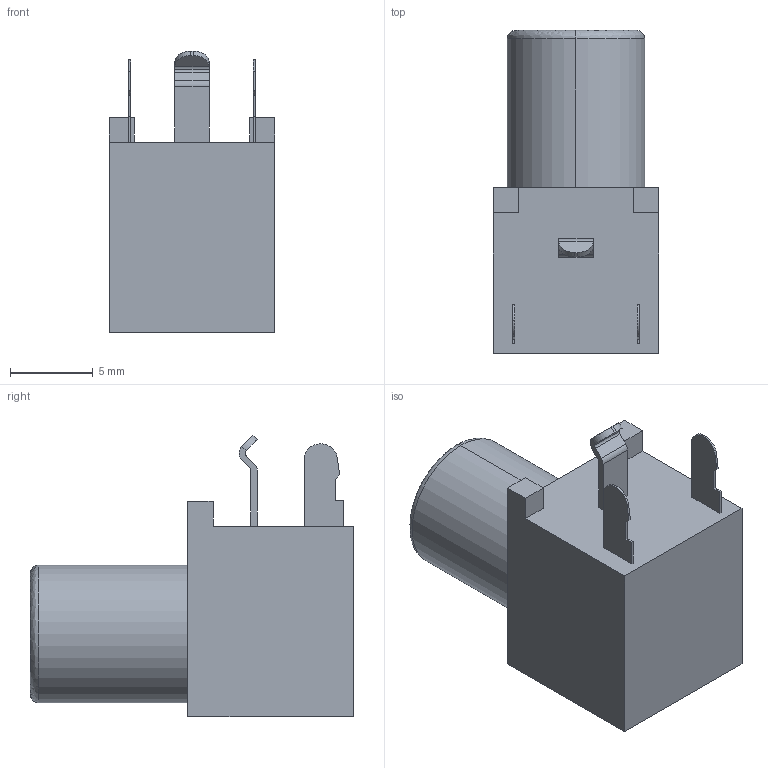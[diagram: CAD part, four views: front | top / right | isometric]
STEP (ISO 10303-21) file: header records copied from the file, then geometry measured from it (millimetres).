
FILE_DESCRIPTION (( 'STEP AP214' ), '1' );
FILE_NAME ('pjran1x1_Series_black.STEP', '2015-12-20T22:20:23', ( '' ), ( '' ), 'SwSTEP 2.0', 'SolidWorks 2015', '' );
FILE_SCHEMA (( 'AUTOMOTIVE_DESIGN' ));
Length unit declared in the file: inch
Products named in the file (1): pjran1x1_Series_black
Bounding box: 10 x 19.51 x 17.01 mm (x, y, z)
Volume: 1586.8 mm3; surface area: 1093.7 mm2
Topology: 1 solids, 1 shells, 61 faces, 155 edges, 102 vertices
Faces by surface type: plane 40, cylinder 17, bspline 2, cone 2
Entity records: 2694 total; most frequent: CARTESIAN_POINT 367, ORIENTED_EDGE 310, DIRECTION 307, EDGE_CURVE 155, LINE 111, VECTOR 111, VERTEX_POINT 102, AXIS2_PLACEMENT_3D 98
